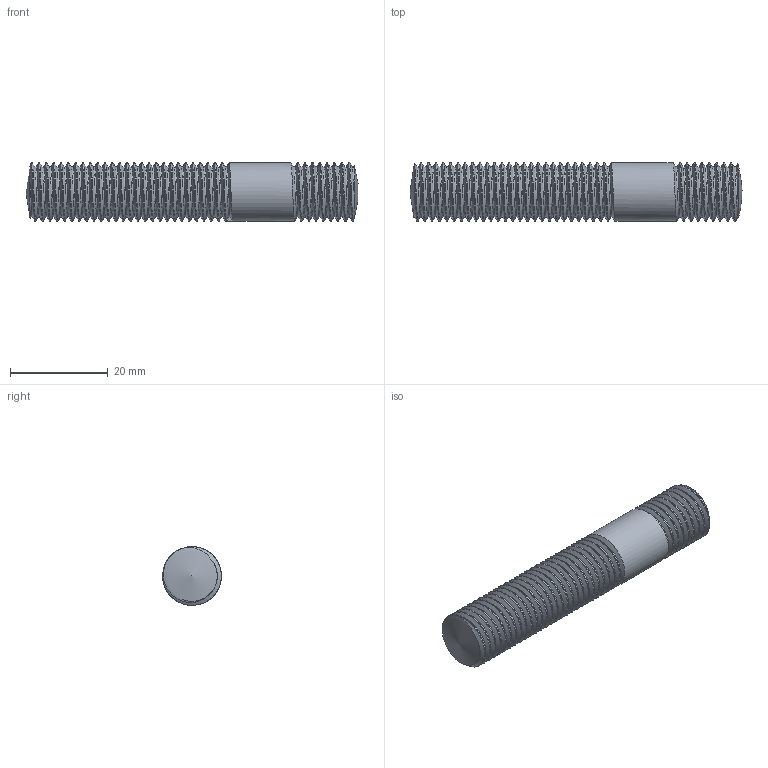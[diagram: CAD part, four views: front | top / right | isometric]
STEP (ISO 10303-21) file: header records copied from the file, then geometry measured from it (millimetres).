
FILE_DESCRIPTION (( 'STEP AP214' ), '1' );
FILE_NAME ('Stud M12.STEP', '2025-02-18T17:59:35', ( '' ), ( '' ), 'SwSTEP 2.0', 'SolidWorks 2025', '' );
FILE_SCHEMA (( 'AUTOMOTIVE_DESIGN' ));
Length unit declared in the file: millimetre
Products named in the file (1): Stud M12
Bounding box: 67.92 x 12 x 12 mm (x, y, z)
Volume: 6692 mm3; surface area: 3721 mm2
Topology: 1 solids, 1 shells, 47 faces, 136 edges, 90 vertices
Faces by surface type: cylinder 36, bspline 7, plane 2, sphere 1, torus 1
Full cylindrical faces by diameter (mm): 12 x34
Entity records: 9375 total; most frequent: CARTESIAN_POINT 9159, ORIENTED_EDGE 52, EDGE_CURVE 26, DIRECTION 22, VERTEX_POINT 17, FACE_OUTER_BOUND 13, EDGE_LOOP 13, ADVANCED_FACE 12
